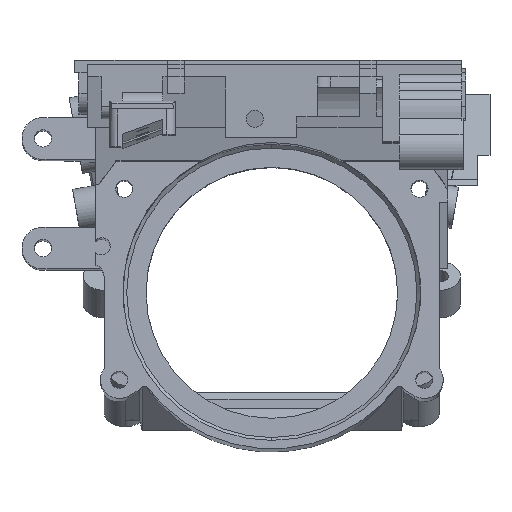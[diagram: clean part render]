
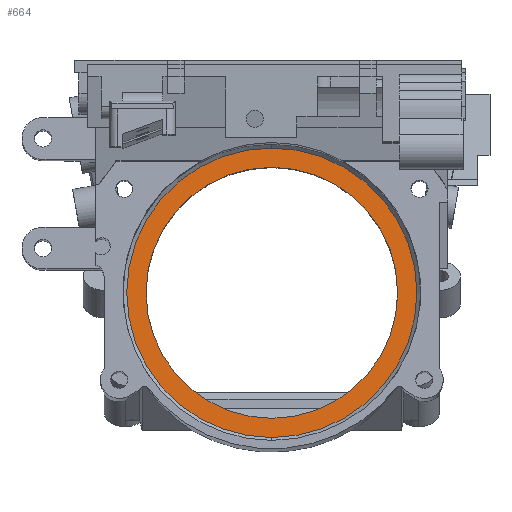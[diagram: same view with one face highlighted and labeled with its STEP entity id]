
A CAD part, left-side view. The second image highlights one B-rep face of the part: STEP entity #664.
In plain terms, the highlighted planar face has unit normal (-0.998, 0, 0.07).
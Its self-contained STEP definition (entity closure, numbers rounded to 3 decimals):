
#133 = DIRECTION ( 'NONE',  ( -0.998, 0., 0.07 ) ) ;
#185 = CARTESIAN_POINT ( 'NONE',  ( 4.14, 0., -52.492 ) ) ;
#388 = DIRECTION ( 'NONE',  ( -0.998, 0., 0.07 ) ) ;
#542 = CIRCLE ( 'NONE', #10946, 30. ) ;
#664 = ADVANCED_FACE ( 'NONE', ( #17740, #3144 ), #11534, .T. ) ;
#728 = EDGE_CURVE ( 'NONE', #15858, #12599, #10483, .T. ) ;
#857 = EDGE_CURVE ( 'NONE', #3797, #12573, #7472, .T. ) ;
#1094 = AXIS2_PLACEMENT_3D ( 'NONE', #185, #19324, #17531 ) ;
#1890 = ORIENTED_EDGE ( 'NONE', *, *, #16252, .T. ) ;
#1972 = CARTESIAN_POINT ( 'NONE',  ( 4.14, 0., -52.492 ) ) ;
#3144 = FACE_BOUND ( 'NONE', #14314, .T. ) ;
#3655 = DIRECTION ( 'NONE',  ( 0.07, 0., 0.998 ) ) ;
#3797 = VERTEX_POINT ( 'NONE', #9790 ) ;
#4775 = CARTESIAN_POINT ( 'NONE',  ( 4.14, 0., -52.492 ) ) ;
#4795 = CARTESIAN_POINT ( 'NONE',  ( 6.232, 0., -22.565 ) ) ;
#7122 = EDGE_LOOP ( 'NONE', ( #1890, #7882 ) ) ;
#7472 = CIRCLE ( 'NONE', #19545, 34.6 ) ;
#7882 = ORIENTED_EDGE ( 'NONE', *, *, #857, .T. ) ;
#8812 = AXIS2_PLACEMENT_3D ( 'NONE', #1972, #388, #19117 ) ;
#8943 = ORIENTED_EDGE ( 'NONE', *, *, #13397, .F. ) ;
#9790 = CARTESIAN_POINT ( 'NONE',  ( 1.726, 0., -87.008 ) ) ;
#10483 = CIRCLE ( 'NONE', #8812, 30. ) ;
#10946 = AXIS2_PLACEMENT_3D ( 'NONE', #19973, #14827, #18074 ) ;
#11534 = PLANE ( 'NONE',  #1094 ) ;
#12468 = ORIENTED_EDGE ( 'NONE', *, *, #728, .F. ) ;
#12573 = VERTEX_POINT ( 'NONE', #13208 ) ;
#12599 = VERTEX_POINT ( 'NONE', #15394 ) ;
#13208 = CARTESIAN_POINT ( 'NONE',  ( 6.553, 0., -17.977 ) ) ;
#13397 = EDGE_CURVE ( 'NONE', #12599, #15858, #542, .T. ) ;
#14314 = EDGE_LOOP ( 'NONE', ( #12468, #8943 ) ) ;
#14437 = DIRECTION ( 'NONE',  ( 0.07, 0., 0.998 ) ) ;
#14827 = DIRECTION ( 'NONE',  ( -0.998, 0., 0.07 ) ) ;
#15322 = DIRECTION ( 'NONE',  ( -0.998, 0., 0.07 ) ) ;
#15394 = CARTESIAN_POINT ( 'NONE',  ( 2.047, 0., -82.419 ) ) ;
#15858 = VERTEX_POINT ( 'NONE', #4795 ) ;
#16176 = CIRCLE ( 'NONE', #19550, 34.6 ) ;
#16252 = EDGE_CURVE ( 'NONE', #12573, #3797, #16176, .T. ) ;
#17531 = DIRECTION ( 'NONE',  ( 0.07, 0., 0.998 ) ) ;
#17740 = FACE_OUTER_BOUND ( 'NONE', #7122, .T. ) ;
#18074 = DIRECTION ( 'NONE',  ( 0.07, 0., 0.998 ) ) ;
#19117 = DIRECTION ( 'NONE',  ( 0.07, 0., 0.998 ) ) ;
#19324 = DIRECTION ( 'NONE',  ( -0.998, 0., 0.07 ) ) ;
#19545 = AXIS2_PLACEMENT_3D ( 'NONE', #20044, #15322, #3655 ) ;
#19550 = AXIS2_PLACEMENT_3D ( 'NONE', #4775, #133, #14437 ) ;
#19973 = CARTESIAN_POINT ( 'NONE',  ( 4.14, 0., -52.492 ) ) ;
#20044 = CARTESIAN_POINT ( 'NONE',  ( 4.14, 0., -52.492 ) ) ;
